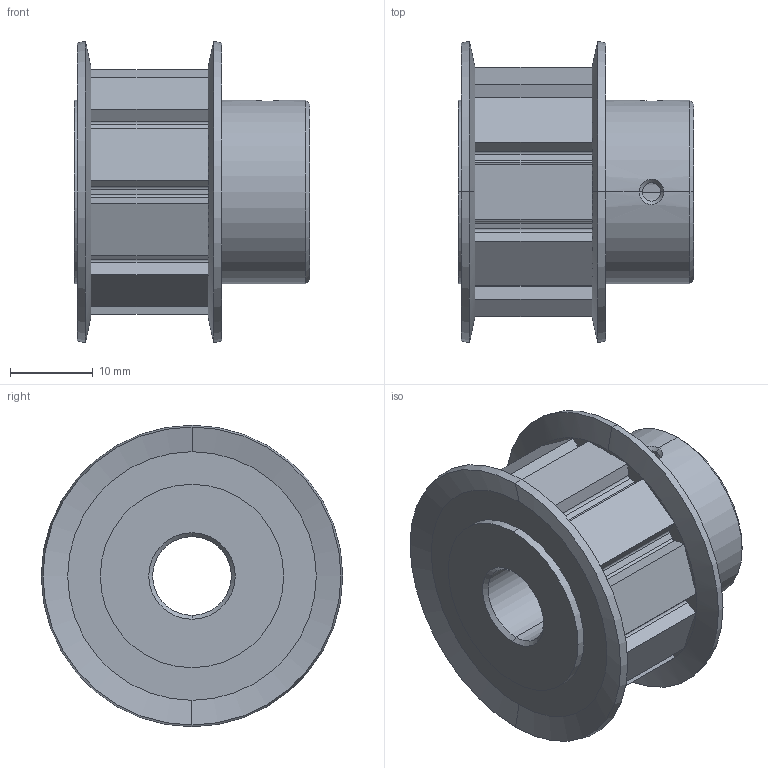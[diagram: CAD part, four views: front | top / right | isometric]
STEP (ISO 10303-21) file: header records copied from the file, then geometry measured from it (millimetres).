
FILE_DESCRIPTION (( 'STEP AP214' ), '1' );
FILE_NAME ('APB10L050BF-375.step', '2015-04-08T21:04:20', ( '' ), ( '' ), 'SwSTEP 2.0', 'SolidWorks 2014', '' );
FILE_SCHEMA (( 'AUTOMOTIVE_DESIGN' ));
Length unit declared in the file: inch
Products named in the file (1): APB10L050BF-375
Bounding box: 28.57 x 36.53 x 36.53 mm (x, y, z)
Volume: 14319.3 mm3; surface area: 6311.5 mm2
Topology: 1 solids, 1 shells, 102 faces, 275 edges, 177 vertices
Faces by surface type: cylinder 44, plane 36, cone 18, bspline 4
Entity records: 5368 total; most frequent: CARTESIAN_POINT 2712, DIRECTION 556, ORIENTED_EDGE 550, EDGE_CURVE 275, AXIS2_PLACEMENT_3D 201, VERTEX_POINT 177, LINE 154, VECTOR 154
